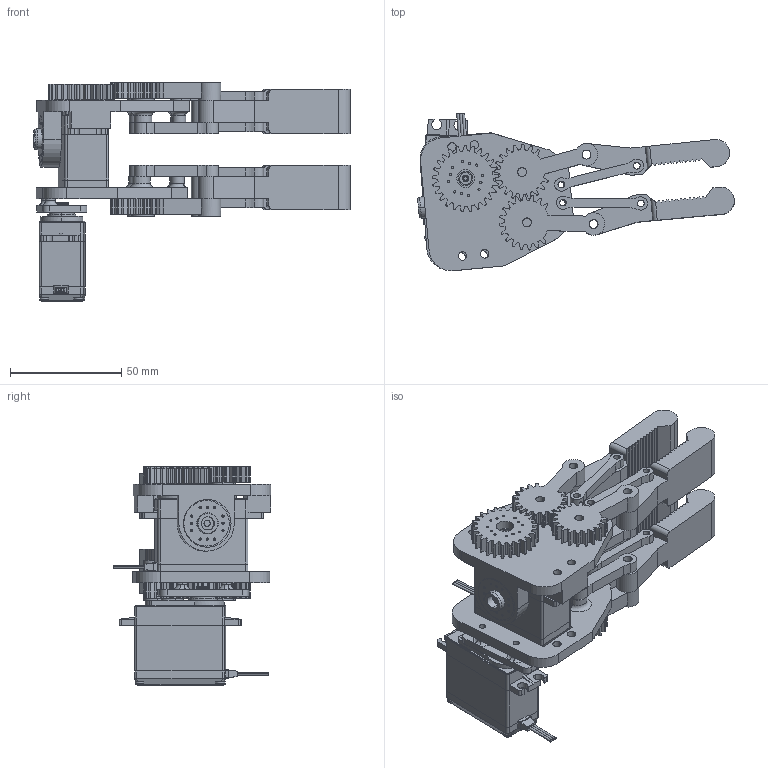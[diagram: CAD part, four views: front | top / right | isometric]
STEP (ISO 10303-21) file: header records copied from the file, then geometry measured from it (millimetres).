
FILE_DESCRIPTION (( 'STEP AP214' ), '1' );
FILE_NAME ('Gripper New.STEP', '2025-03-20T07:25:17', ( '' ), ( '' ), 'SwSTEP 2.0', 'SolidWorks 2021', '' );
FILE_SCHEMA (( 'AUTOMOTIVE_DESIGN' ));
Length unit declared in the file: millimetre
Products named in the file (18): Gripper New; dd3y; Bottom side; TOWER PRO MG-995, ANALOG SERVO, SHAFT; dd2k; round mount; g1k; TOWER PRO MG-995, ANALOG SERVO, BODY, BOTTOM; TOWER PRO MG-995, ANALOG SERVO, CONNECTOR; ek; TOWER PRO MG-995, ANALOG SERVO; cenek; Bottom Bracket; ek2; dd1k; pan cross head_am_B18.6.7M - M2 x 0.4 x 10 Type I Cross Recessed PHMS --10N; TOWER PRO MG-995, ANALOG SERVO, BODY, MIDDLE; TOWER PRO MG-995, ANALOG SERVO, BODY, TOP
Assembly tree (37 placements, depth 3):
  Gripper New
    TOWER PRO MG-995, ANALOG SERVO  x2
      TOWER PRO MG-995, ANALOG SERVO, BODY, BOTTOM
      TOWER PRO MG-995, ANALOG SERVO, BODY, MIDDLE
      TOWER PRO MG-995, ANALOG SERVO, BODY, TOP
      TOWER PRO MG-995, ANALOG SERVO, CONNECTOR
      TOWER PRO MG-995, ANALOG SERVO, SHAFT
      pan cross head_am_B18.6.7M - M2 x 0.4 x 10 Type I Cross Recessed PHMS --10N
    g1k
    dd1k  x2
    dd2k  x2
    cenek  x4
    ek2  x4
    ek  x8
    dd3y
    round mount  x2
    Bottom side
    Bottom Bracket
Bounding box: 142.59 x 70.94 x 98.38 mm (x, y, z)
Volume: 168899.8 mm3; surface area: 86895.7 mm2
Topology: 50 solids, 50 shells, 2221 faces, 5943 edges, 3868 vertices
Faces by surface type: plane 1129, cylinder 894, cone 112, torus 40, bspline 30, sphere 16
Entity records: 36556 total; most frequent: CARTESIAN_POINT 7255, DIRECTION 6135, ORIENTED_EDGE 5918, EDGE_CURVE 2959, AXIS2_PLACEMENT_3D 2228, VERTEX_POINT 1932, LINE 1679, VECTOR 1679
